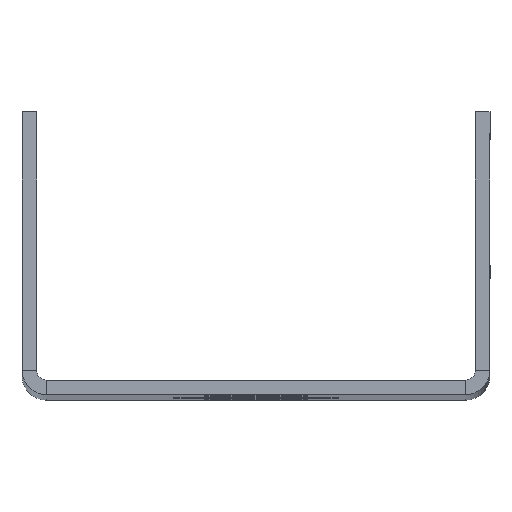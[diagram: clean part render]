
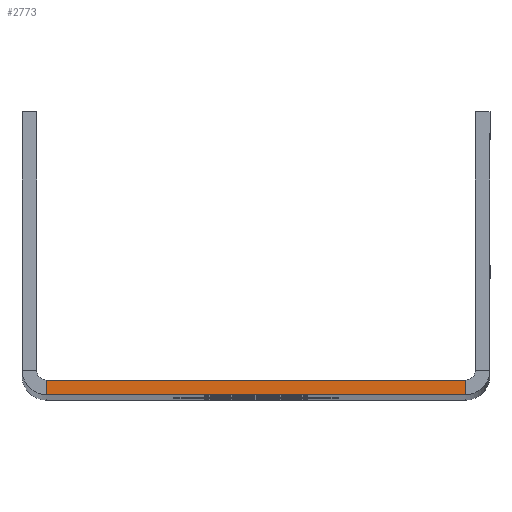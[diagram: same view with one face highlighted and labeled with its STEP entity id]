
A CAD part, top view. The second image highlights one B-rep face of the part: STEP entity #2773.
In plain terms, the highlighted planar face has unit normal (0, 0, 1).
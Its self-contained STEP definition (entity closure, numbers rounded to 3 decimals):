
#20 = EDGE_CURVE ( 'NONE', #2596, #2593, #1448, .T. ) ;
#26 = EDGE_CURVE ( 'NONE', #874, #2593, #1411, .T. ) ;
#275 = CARTESIAN_POINT ( 'NONE',  ( 21.5, 0., 320. ) ) ;
#316 = CARTESIAN_POINT ( 'NONE',  ( -21.5, 0., 320. ) ) ;
#318 = CARTESIAN_POINT ( 'NONE',  ( -21.5, 1.5, 320. ) ) ;
#346 = DIRECTION ( 'NONE',  ( 1., 0., 0. ) ) ;
#354 = CARTESIAN_POINT ( 'NONE',  ( 21.5, 1.5, 320. ) ) ;
#357 = DIRECTION ( 'NONE',  ( 0., 1., 0. ) ) ;
#379 = CARTESIAN_POINT ( 'NONE',  ( 21.5, 0., 320. ) ) ;
#393 = DIRECTION ( 'NONE',  ( -1., 0., 0. ) ) ;
#418 = CARTESIAN_POINT ( 'NONE',  ( 24., 0., 320. ) ) ;
#490 = CARTESIAN_POINT ( 'NONE',  ( -21.5, 1.5, 320. ) ) ;
#492 = DIRECTION ( 'NONE',  ( 0., -1., 0. ) ) ;
#556 = DIRECTION ( 'NONE',  ( 1., 0., 0. ) ) ;
#665 = CARTESIAN_POINT ( 'NONE',  ( 21.5, 1.5, 320. ) ) ;
#725 = DIRECTION ( 'NONE',  ( 0., 0., 1. ) ) ;
#840 = PLANE ( 'NONE',  #1623 ) ;
#851 = CARTESIAN_POINT ( 'NONE',  ( 24., 29., 320. ) ) ;
#874 = VERTEX_POINT ( 'NONE', #318 ) ;
#985 = VERTEX_POINT ( 'NONE', #316 ) ;
#1411 = LINE ( 'NONE', #354, #1482 ) ;
#1416 = ORIENTED_EDGE ( 'NONE', *, *, #2439, .T. ) ;
#1442 = ORIENTED_EDGE ( 'NONE', *, *, #26, .F. ) ;
#1448 = LINE ( 'NONE', #275, #1464 ) ;
#1464 = VECTOR ( 'NONE', #357, 1000. ) ;
#1472 = ORIENTED_EDGE ( 'NONE', *, *, #20, .T. ) ;
#1481 = ORIENTED_EDGE ( 'NONE', *, *, #2397, .F. ) ;
#1482 = VECTOR ( 'NONE', #346, 1000. ) ;
#1623 = AXIS2_PLACEMENT_3D ( 'NONE', #851, #725, #556 ) ;
#1681 = VECTOR ( 'NONE', #393, 1000. ) ;
#1745 = LINE ( 'NONE', #418, #1681 ) ;
#1820 = VECTOR ( 'NONE', #492, 1000. ) ;
#1845 = LINE ( 'NONE', #490, #1820 ) ;
#2165 = FACE_OUTER_BOUND ( 'NONE', #2616, .T. ) ;
#2397 = EDGE_CURVE ( 'NONE', #2596, #985, #1745, .T. ) ;
#2439 = EDGE_CURVE ( 'NONE', #874, #985, #1845, .T. ) ;
#2593 = VERTEX_POINT ( 'NONE', #665 ) ;
#2596 = VERTEX_POINT ( 'NONE', #379 ) ;
#2616 = EDGE_LOOP ( 'NONE', ( #1442, #1416, #1481, #1472 ) ) ;
#2773 = ADVANCED_FACE ( 'NONE', ( #2165 ), #840, .T. ) ;
